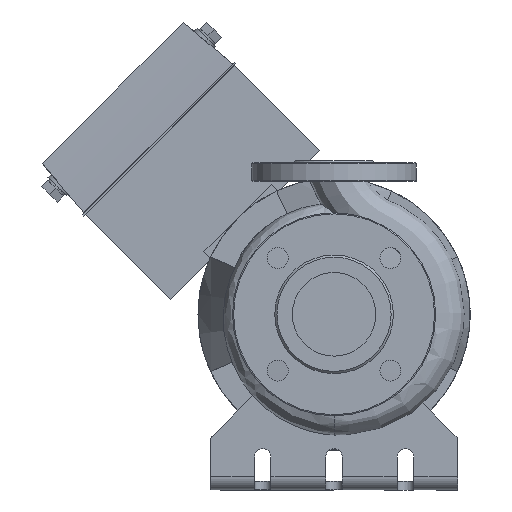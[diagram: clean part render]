
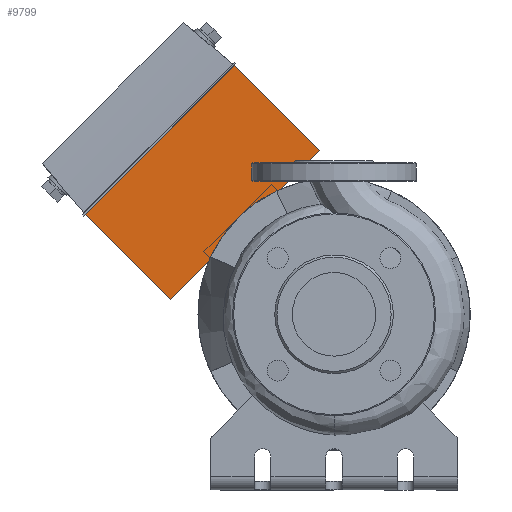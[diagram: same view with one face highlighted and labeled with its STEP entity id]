
A CAD part, left-side view. The second image highlights one B-rep face of the part: STEP entity #9799.
In plain terms, the highlighted planar face has unit normal (-1, 0, 0).
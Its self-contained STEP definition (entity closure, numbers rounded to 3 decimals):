
#877=LINE('',#19619,#1716);
#884=LINE('',#19637,#1723);
#887=LINE('',#19643,#1726);
#888=LINE('',#19644,#1727);
#1716=VECTOR('',#13559,10.);
#1723=VECTOR('',#13584,10.);
#1726=VECTOR('',#13589,10.);
#1727=VECTOR('',#13590,10.);
#2180=PLANE('',#10800);
#2844=FACE_OUTER_BOUND('',#3496,.T.);
#3496=EDGE_LOOP('',(#9035,#9036,#9037,#9038));
#4878=VERTEX_POINT('',#19615);
#4880=VERTEX_POINT('',#19618);
#4882=VERTEX_POINT('',#19636);
#4884=VERTEX_POINT('',#19642);
#6261=EDGE_CURVE('',#4880,#4878,#877,.T.);
#6270=EDGE_CURVE('',#4882,#4880,#884,.T.);
#6273=EDGE_CURVE('',#4878,#4884,#887,.T.);
#6274=EDGE_CURVE('',#4884,#4882,#888,.T.);
#9035=ORIENTED_EDGE('',*,*,#6261,.T.);
#9036=ORIENTED_EDGE('',*,*,#6273,.T.);
#9037=ORIENTED_EDGE('',*,*,#6274,.T.);
#9038=ORIENTED_EDGE('',*,*,#6270,.T.);
#9799=ADVANCED_FACE('',(#2844),#2180,.T.);
#10800=AXIS2_PLACEMENT_3D('',#19641,#13587,#13588);
#13559=DIRECTION('',(0.,0.707,-0.707));
#13584=DIRECTION('',(0.,0.707,0.707));
#13587=DIRECTION('center_axis',(-1.,0.,0.));
#13588=DIRECTION('ref_axis',(0.,0.707,0.707));
#13589=DIRECTION('',(0.,-0.707,-0.707));
#13590=DIRECTION('',(0.,-0.707,0.707));
#19615=CARTESIAN_POINT('',(216.,226.628,250.863));
#19618=CARTESIAN_POINT('',(216.,90.863,386.628));
#19619=CARTESIAN_POINT('',(216.,158.745,318.745));
#19636=CARTESIAN_POINT('',(216.,13.435,309.2));
#19637=CARTESIAN_POINT('',(216.,13.435,309.2));
#19641=CARTESIAN_POINT('Origin',(216.,159.453,319.453));
#19642=CARTESIAN_POINT('',(216.,149.2,173.435));
#19643=CARTESIAN_POINT('',(216.,149.2,173.435));
#19644=CARTESIAN_POINT('',(216.,81.317,241.317));
